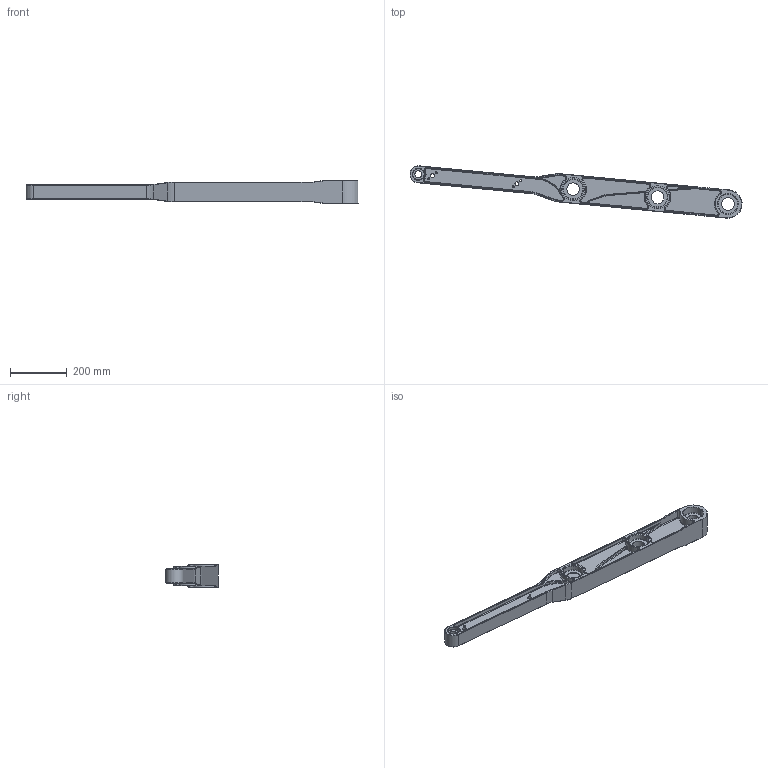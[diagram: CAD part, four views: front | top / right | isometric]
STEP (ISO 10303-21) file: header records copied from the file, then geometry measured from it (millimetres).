
FILE_DESCRIPTION(('Open CASCADE Model'),'2;1');
FILE_NAME('Open CASCADE Shape Model','2021-04-08T10:46:59',('Author'),( 'Open CASCADE'),'Open CASCADE STEP processor 7.4','Open CASCADE 7.4' ,'Unknown');
FILE_SCHEMA(('CONFIG_CONTROL_DESIGN'));
Length unit declared in the file: millimetre
Products named in the file (1): 0000023602 16
Bounding box: 1174.73 x 184.75 x 80 mm (x, y, z)
Volume: 2811622.6 mm3; surface area: 506795.3 mm2
Topology: 1 solids, 1 shells, 540 faces, 1254 edges, 718 vertices
Faces by surface type: cylinder 170, plane 134, cone 98, torus 88, bspline 50
Entity records: 34847 total; most frequent: CARTESIAN_POINT 9785, DIRECTION 4784, LINE 2579, VECTOR 2579, ORIENTED_EDGE 2484, PCURVE 2484, DEFINITIONAL_REPRESENTATION 2484, EDGE_CURVE 1242
